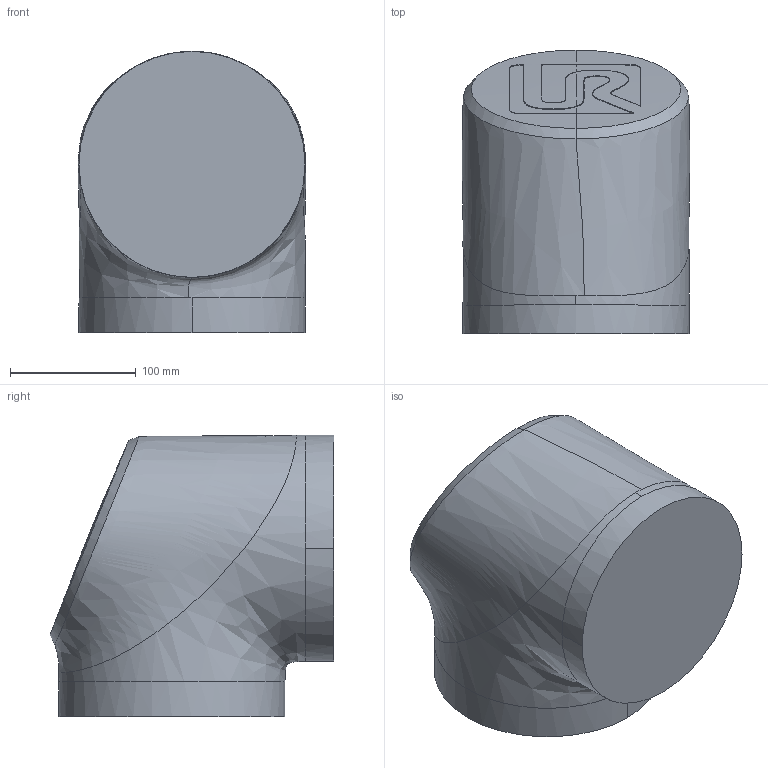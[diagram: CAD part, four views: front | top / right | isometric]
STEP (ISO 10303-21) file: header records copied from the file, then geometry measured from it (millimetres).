
FILE_DESCRIPTION (( 'STEP AP203' ), '1' );
FILE_NAME ('C-2003904_Default_sldprt.STEP', '2025-02-12T21:25:17', ( '' ), ( '' ), 'SwSTEP 2.0', 'SolidWorks 2019', '' );
FILE_SCHEMA (( 'CONFIG_CONTROL_DESIGN' ));
Length unit declared in the file: millimetre
Products named in the file (1): C-2003904_Default_sldprt
Bounding box: 181.31 x 225.85 x 224 mm (x, y, z)
Volume: 6511323.3 mm3; surface area: 196198.3 mm2
Topology: 1 solids, 1 shells, 149 faces, 358 edges, 209 vertices
Faces by surface type: bspline 140, cylinder 4, plane 3, cone 2
Entity records: 12966 total; most frequent: CARTESIAN_POINT 10422, ORIENTED_EDGE 712, EDGE_CURVE 356, B_SPLINE_CURVE_WITH_KNOTS 227, VERTEX_POINT 209, DIRECTION 208, FACE_OUTER_BOUND 149, ADVANCED_FACE 149
